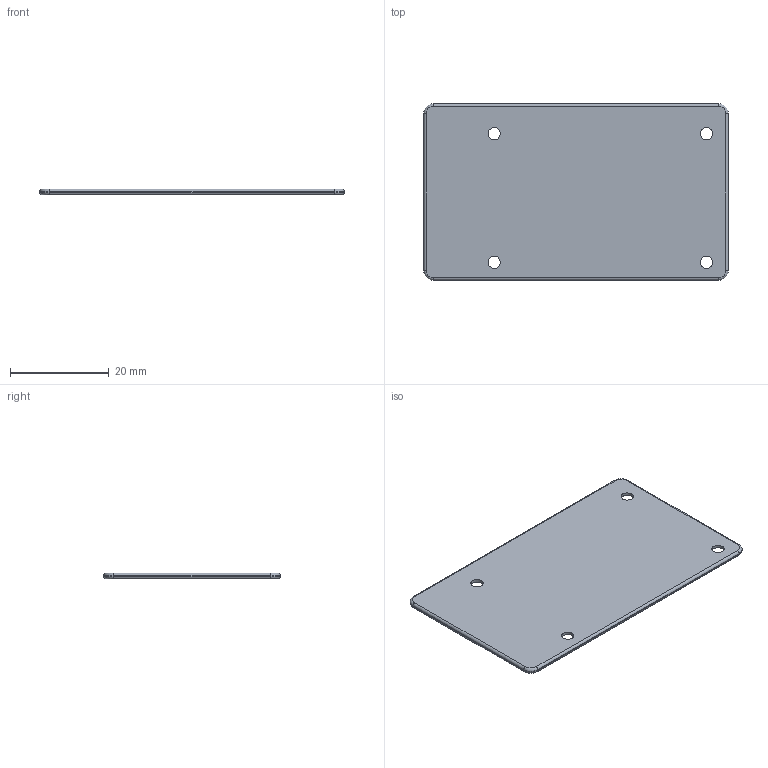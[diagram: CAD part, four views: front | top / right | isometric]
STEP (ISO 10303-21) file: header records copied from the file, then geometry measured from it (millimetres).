
FILE_DESCRIPTION(('FreeCAD Model'),'2;1');
FILE_NAME('Open CASCADE Shape Model','2025-09-24T11:47:08',(''),(''), 'Open CASCADE STEP processor 7.8','FreeCAD','Unknown');
FILE_SCHEMA(('AUTOMOTIVE_DESIGN { 1 0 10303 214 1 1 1 1 }'));
Length unit declared in the file: millimetre
Products named in the file (2): base; Body001
Assembly tree (1 placements, depth 2):
  base
    Body001
Bounding box: 61.66 x 35.75 x 1.2 mm (x, y, z)
Volume: 2578.7 mm3; surface area: 4558.9 mm2
Topology: 1 solids, 1 shells, 38 faces, 80 edges, 48 vertices
Faces by surface type: cylinder 20, plane 10, torus 8
Full cylindrical faces by diameter (mm): 2.5 x4, 4 x4
Entity records: 1082 total; most frequent: DIRECTION 208, CARTESIAN_POINT 168, ORIENTED_EDGE 160, AXIS2_PLACEMENT_3D 88, EDGE_CURVE 80, FACE_BOUND 50, EDGE_LOOP 50, VERTEX_POINT 48
